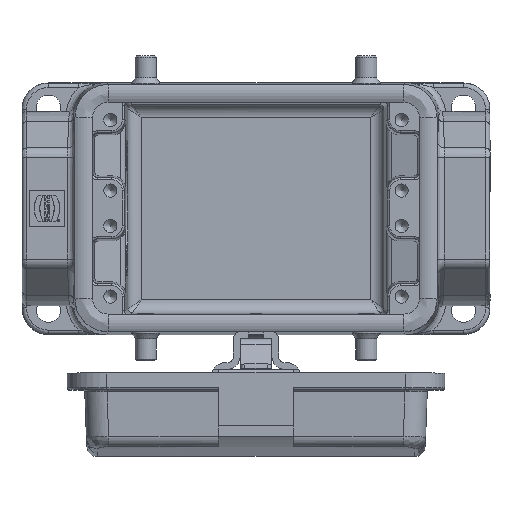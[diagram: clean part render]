
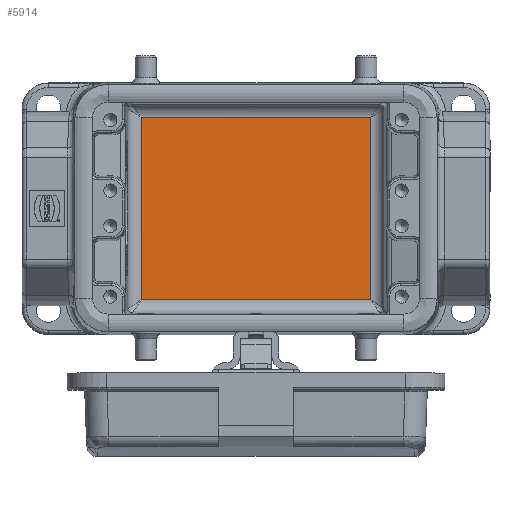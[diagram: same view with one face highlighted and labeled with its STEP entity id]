
A CAD part, top view. The second image highlights one B-rep face of the part: STEP entity #5914.
In plain terms, the highlighted planar face has unit normal (0, 0, 1).
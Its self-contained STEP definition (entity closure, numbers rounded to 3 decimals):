
#5914=ADVANCED_FACE('',(#6967),#6514,.F.);
#6514=PLANE('',#18215);
#6967=FACE_OUTER_BOUND('',#7652,.T.);
#7652=EDGE_LOOP('',(#9752,#9753,#9754,#9755));
#9752=ORIENTED_EDGE('',*,*,#14008,.F.);
#9753=ORIENTED_EDGE('',*,*,#14006,.F.);
#9754=ORIENTED_EDGE('',*,*,#14009,.F.);
#9755=ORIENTED_EDGE('',*,*,#14010,.F.);
#12625=VERTEX_POINT('',#26127);
#12626=VERTEX_POINT('',#26220);
#12627=VERTEX_POINT('',#26246);
#12628=VERTEX_POINT('',#26248);
#14006=EDGE_CURVE('',#12626,#12625,#15470,.T.);
#14008=EDGE_CURVE('',#12625,#12627,#15471,.T.);
#14009=EDGE_CURVE('',#12628,#12626,#15472,.T.);
#14010=EDGE_CURVE('',#12627,#12628,#15473,.T.);
#15470=LINE('',#26219,#16453);
#15471=LINE('',#26245,#16454);
#15472=LINE('',#26247,#16455);
#15473=LINE('',#26249,#16456);
#16453=VECTOR('',#19988,1.);
#16454=VECTOR('',#19991,1.);
#16455=VECTOR('',#19992,1.);
#16456=VECTOR('',#19993,1.);
#18215=AXIS2_PLACEMENT_3D('',#26250,#19994,#19995);
#19988=DIRECTION('',(1.,0.,0.));
#19991=DIRECTION('',(0.,-1.,0.));
#19992=DIRECTION('',(0.,1.,0.));
#19993=DIRECTION('',(-1.,0.,0.));
#19994=DIRECTION('',(0.,0.,-1.));
#19995=DIRECTION('',(1.,0.,0.));
#26127=CARTESIAN_POINT('',(26.037,20.629,-65.));
#26219=CARTESIAN_POINT('',(-26.037,20.629,-65.));
#26220=CARTESIAN_POINT('',(-26.037,20.629,-65.));
#26245=CARTESIAN_POINT('',(26.037,20.629,-65.));
#26246=CARTESIAN_POINT('',(26.037,-20.629,-65.));
#26247=CARTESIAN_POINT('',(-26.037,-20.629,-65.));
#26248=CARTESIAN_POINT('',(-26.037,-20.629,-65.));
#26249=CARTESIAN_POINT('',(26.037,-20.629,-65.));
#26250=CARTESIAN_POINT('',(-29.,24.335,-65.));
